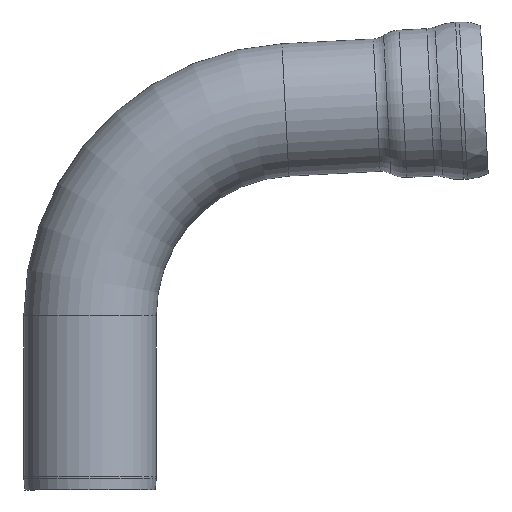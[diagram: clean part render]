
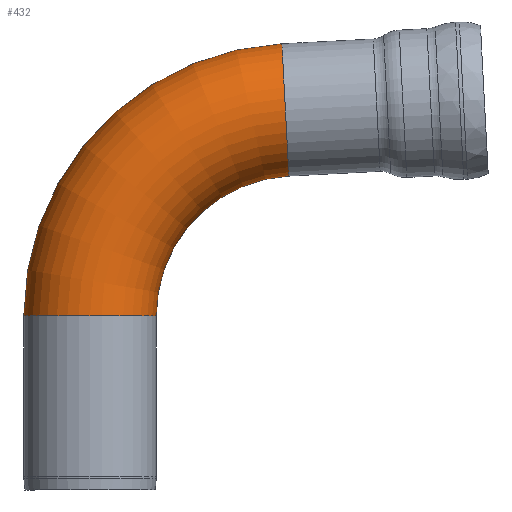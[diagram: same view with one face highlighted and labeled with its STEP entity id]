
A CAD part, front view. The second image highlights one B-rep face of the part: STEP entity #432.
In plain terms, the highlighted toroidal (fillet/blend) face has major radius 825 mm and minor radius 265 mm.
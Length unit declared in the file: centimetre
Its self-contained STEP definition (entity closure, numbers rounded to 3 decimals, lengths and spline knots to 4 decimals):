
#35=TOROIDAL_SURFACE('',#477,82.5,26.5);
#50=FACE_OUTER_BOUND('',#76,.T.);
#76=EDGE_LOOP('',(#324,#325,#326,#327));
#124=CIRCLE('',#462,26.5);
#134=CIRCLE('',#478,26.5);
#135=CIRCLE('',#479,56.);
#179=VERTEX_POINT('',#723);
#187=VERTEX_POINT('',#751);
#223=EDGE_CURVE('',#179,#179,#124,.T.);
#237=EDGE_CURVE('',#187,#187,#134,.T.);
#238=EDGE_CURVE('',#187,#179,#135,.T.);
#324=ORIENTED_EDGE('',*,*,#237,.T.);
#325=ORIENTED_EDGE('',*,*,#238,.T.);
#326=ORIENTED_EDGE('',*,*,#223,.T.);
#327=ORIENTED_EDGE('',*,*,#238,.F.);
#432=ADVANCED_FACE('',(#50),#35,.T.);
#462=AXIS2_PLACEMENT_3D('',#724,#555,#556);
#477=AXIS2_PLACEMENT_3D('',#750,#589,#590);
#478=AXIS2_PLACEMENT_3D('',#752,#591,#592);
#479=AXIS2_PLACEMENT_3D('',#753,#593,#594);
#555=DIRECTION('center_axis',(0.,0.,
1.));
#556=DIRECTION('ref_axis',(1.,0.,0.));
#589=DIRECTION('center_axis',(0.,1.,0.));
#590=DIRECTION('ref_axis',(-1.,0.,0.));
#591=DIRECTION('center_axis',(-0.999,0.,
-0.052));
#592=DIRECTION('ref_axis',(0.,-1.,0.));
#593=DIRECTION('center_axis',(0.,-1.,0.));
#594=DIRECTION('ref_axis',(-1.,0.,0.));
#723=CARTESIAN_POINT('',(-30.1187,-384.0055,-21.4465));
#724=CARTESIAN_POINT('Origin',(-56.6187,-384.0055,-21.4465));
#750=CARTESIAN_POINT('Origin',(25.8813,-384.0055,-21.4465));
#751=CARTESIAN_POINT('',(22.9505,-384.0055,34.4767));
#752=CARTESIAN_POINT('Origin',(21.5636,-384.0055,60.9404));
#753=CARTESIAN_POINT('Origin',(25.8813,-384.0055,-21.4465));
